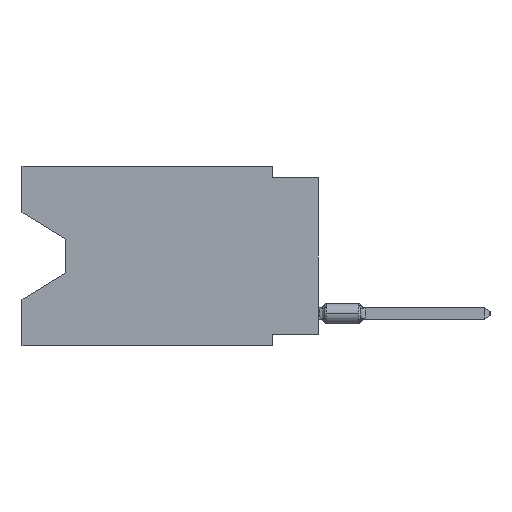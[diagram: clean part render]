
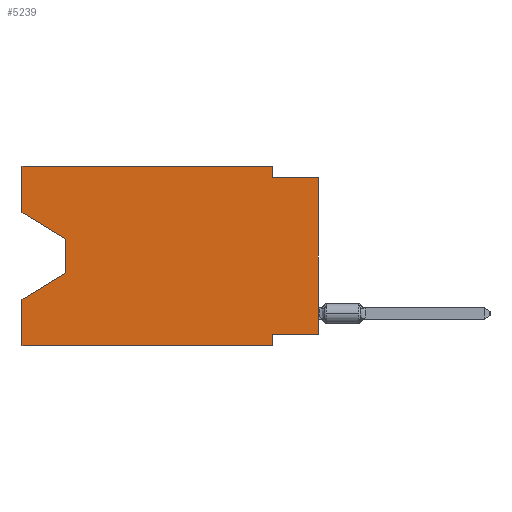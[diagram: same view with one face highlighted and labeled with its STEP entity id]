
A CAD part, left-side view. The second image highlights one B-rep face of the part: STEP entity #5239.
In plain terms, the highlighted planar face has unit normal (-1, 0, 0).
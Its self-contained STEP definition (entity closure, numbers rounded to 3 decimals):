
#296 = VERTEX_POINT ( 'NONE', #25288 ) ;
#371 = VECTOR ( 'NONE', #3815, 1000. ) ;
#711 = CARTESIAN_POINT ( 'NONE',  ( 0., 2.54, 0. ) ) ;
#1577 = ORIENTED_EDGE ( 'NONE', *, *, #12750, .F. ) ;
#1805 = PLANE ( 'NONE',  #3454 ) ;
#2189 = VECTOR ( 'NONE', #6444, 1000. ) ;
#2419 = EDGE_CURVE ( 'NONE', #296, #5509, #29500, .T. ) ;
#2755 = VECTOR ( 'NONE', #4791, 1000. ) ;
#2757 = DIRECTION ( 'NONE',  ( 0., -1., 0. ) ) ;
#2859 = CARTESIAN_POINT ( 'NONE',  ( 0., 2.54, 0. ) ) ;
#3016 = VECTOR ( 'NONE', #6334, 1000. ) ;
#3089 = EDGE_CURVE ( 'NONE', #5509, #29144, #23866, .T. ) ;
#3170 = LINE ( 'NONE', #26987, #16418 ) ;
#3424 = DIRECTION ( 'NONE',  ( 0., 0., 1. ) ) ;
#3454 = AXIS2_PLACEMENT_3D ( 'NONE', #20520, #8760, #3952 ) ;
#3815 = DIRECTION ( 'NONE',  ( 0., 0., 1. ) ) ;
#3922 = VERTEX_POINT ( 'NONE', #2859 ) ;
#3952 = DIRECTION ( 'NONE',  ( 0., 0., -1. ) ) ;
#4080 = ORIENTED_EDGE ( 'NONE', *, *, #10372, .F. ) ;
#4290 = LINE ( 'NONE', #11259, #371 ) ;
#4432 = FACE_OUTER_BOUND ( 'NONE', #28477, .T. ) ;
#4548 = VECTOR ( 'NONE', #29786, 1000. ) ;
#4567 = CARTESIAN_POINT ( 'NONE',  ( 0., 2.54, -9.906 ) ) ;
#4593 = EDGE_CURVE ( 'NONE', #19791, #29144, #5913, .T. ) ;
#4791 = DIRECTION ( 'NONE',  ( 0., 0., 1. ) ) ;
#4946 = CARTESIAN_POINT ( 'NONE',  ( 0., 0., -0.635 ) ) ;
#4968 = ORIENTED_EDGE ( 'NONE', *, *, #26705, .T. ) ;
#5074 = CARTESIAN_POINT ( 'NONE',  ( 0., 16.383, 0. ) ) ;
#5106 = LINE ( 'NONE', #10350, #24615 ) ;
#5239 = ADVANCED_FACE ( 'NONE', ( #4432 ), #1805, .F. ) ;
#5240 = ORIENTED_EDGE ( 'NONE', *, *, #8423, .T. ) ;
#5509 = VERTEX_POINT ( 'NONE', #29157 ) ;
#5532 = CARTESIAN_POINT ( 'NONE',  ( 0., 2.54, -9.271 ) ) ;
#5667 = ORIENTED_EDGE ( 'NONE', *, *, #25000, .F. ) ;
#5913 = LINE ( 'NONE', #22149, #27621 ) ;
#6334 = DIRECTION ( 'NONE',  ( 0., -0.855, -0.519 ) ) ;
#6444 = DIRECTION ( 'NONE',  ( 0., -1., 0. ) ) ;
#6883 = VERTEX_POINT ( 'NONE', #4946 ) ;
#6952 = ORIENTED_EDGE ( 'NONE', *, *, #4593, .F. ) ;
#7964 = CARTESIAN_POINT ( 'NONE',  ( 0., 2.54, -0.635 ) ) ;
#8106 = CARTESIAN_POINT ( 'NONE',  ( 0., 16.383, 0. ) ) ;
#8149 = VERTEX_POINT ( 'NONE', #16417 ) ;
#8315 = DIRECTION ( 'NONE',  ( 0., 0., -1. ) ) ;
#8423 = EDGE_CURVE ( 'NONE', #25594, #296, #27508, .T. ) ;
#8760 = DIRECTION ( 'NONE',  ( 1., 0., 0. ) ) ;
#8816 = VERTEX_POINT ( 'NONE', #7964 ) ;
#9571 = LINE ( 'NONE', #23962, #2755 ) ;
#9734 = CARTESIAN_POINT ( 'NONE',  ( 0., 16.383, -7.36 ) ) ;
#10350 = CARTESIAN_POINT ( 'NONE',  ( 0., 2.54, -9.906 ) ) ;
#10372 = EDGE_CURVE ( 'NONE', #8816, #6883, #18197, .T. ) ;
#10664 = CARTESIAN_POINT ( 'NONE',  ( 0., 16.383, -2.546 ) ) ;
#10976 = ORIENTED_EDGE ( 'NONE', *, *, #3089, .T. ) ;
#11259 = CARTESIAN_POINT ( 'NONE',  ( 0., 0., 0. ) ) ;
#11519 = VERTEX_POINT ( 'NONE', #8106 ) ;
#12101 = DIRECTION ( 'NONE',  ( 0., 1., 0. ) ) ;
#12198 = ORIENTED_EDGE ( 'NONE', *, *, #27682, .F. ) ;
#12750 = EDGE_CURVE ( 'NONE', #11519, #3922, #19169, .T. ) ;
#12805 = VERTEX_POINT ( 'NONE', #5532 ) ;
#13276 = ORIENTED_EDGE ( 'NONE', *, *, #2419, .T. ) ;
#13893 = EDGE_CURVE ( 'NONE', #25594, #11519, #9571, .T. ) ;
#14426 = CARTESIAN_POINT ( 'NONE',  ( 0., 13.97, -5.893 ) ) ;
#14733 = EDGE_CURVE ( 'NONE', #19791, #26017, #3170, .T. ) ;
#14838 = DIRECTION ( 'NONE',  ( 0., 0., -1. ) ) ;
#16417 = CARTESIAN_POINT ( 'NONE',  ( 0., 0., -9.271 ) ) ;
#16418 = VECTOR ( 'NONE', #21730, 1000. ) ;
#16437 = CARTESIAN_POINT ( 'NONE',  ( 0., 0., -9.271 ) ) ;
#17322 = ORIENTED_EDGE ( 'NONE', *, *, #14733, .T. ) ;
#18197 = LINE ( 'NONE', #27622, #2189 ) ;
#19169 = LINE ( 'NONE', #5074, #20078 ) ;
#19791 = VERTEX_POINT ( 'NONE', #21714 ) ;
#20078 = VECTOR ( 'NONE', #2757, 1000. ) ;
#20520 = CARTESIAN_POINT ( 'NONE',  ( 0., 16.383, 0. ) ) ;
#21714 = CARTESIAN_POINT ( 'NONE',  ( 0., 16.383, -9.906 ) ) ;
#21730 = DIRECTION ( 'NONE',  ( 0., -1., 0. ) ) ;
#21905 = LINE ( 'NONE', #711, #4548 ) ;
#22149 = CARTESIAN_POINT ( 'NONE',  ( 0., 16.383, 0. ) ) ;
#23536 = VECTOR ( 'NONE', #12101, 1000. ) ;
#23866 = LINE ( 'NONE', #14426, #24080 ) ;
#23962 = CARTESIAN_POINT ( 'NONE',  ( 0., 16.383, 0. ) ) ;
#24080 = VECTOR ( 'NONE', #28802, 1000. ) ;
#24134 = CARTESIAN_POINT ( 'NONE',  ( 0., 13.97, -4.013 ) ) ;
#24615 = VECTOR ( 'NONE', #14838, 1000. ) ;
#25000 = EDGE_CURVE ( 'NONE', #3922, #8816, #21905, .T. ) ;
#25288 = CARTESIAN_POINT ( 'NONE',  ( 0., 13.97, -4.013 ) ) ;
#25594 = VERTEX_POINT ( 'NONE', #30343 ) ;
#25709 = EDGE_CURVE ( 'NONE', #12805, #26017, #5106, .T. ) ;
#25869 = ORIENTED_EDGE ( 'NONE', *, *, #13893, .F. ) ;
#26017 = VERTEX_POINT ( 'NONE', #4567 ) ;
#26479 = ORIENTED_EDGE ( 'NONE', *, *, #25709, .F. ) ;
#26705 = EDGE_CURVE ( 'NONE', #8149, #6883, #4290, .T. ) ;
#26987 = CARTESIAN_POINT ( 'NONE',  ( 0., 16.383, -9.906 ) ) ;
#26998 = VECTOR ( 'NONE', #8315, 1000. ) ;
#27508 = LINE ( 'NONE', #10664, #3016 ) ;
#27621 = VECTOR ( 'NONE', #3424, 1000. ) ;
#27622 = CARTESIAN_POINT ( 'NONE',  ( 0., 0., -0.635 ) ) ;
#27682 = EDGE_CURVE ( 'NONE', #8149, #12805, #30371, .T. ) ;
#28477 = EDGE_LOOP ( 'NONE', ( #5240, #13276, #10976, #6952, #17322, #26479, #12198, #4968, #4080, #5667, #1577, #25869 ) ) ;
#28802 = DIRECTION ( 'NONE',  ( 0., 0.855, -0.519 ) ) ;
#29144 = VERTEX_POINT ( 'NONE', #9734 ) ;
#29157 = CARTESIAN_POINT ( 'NONE',  ( 0., 13.97, -5.893 ) ) ;
#29500 = LINE ( 'NONE', #24134, #26998 ) ;
#29786 = DIRECTION ( 'NONE',  ( 0., 0., -1. ) ) ;
#30343 = CARTESIAN_POINT ( 'NONE',  ( 0., 16.383, -2.546 ) ) ;
#30371 = LINE ( 'NONE', #16437, #23536 ) ;
